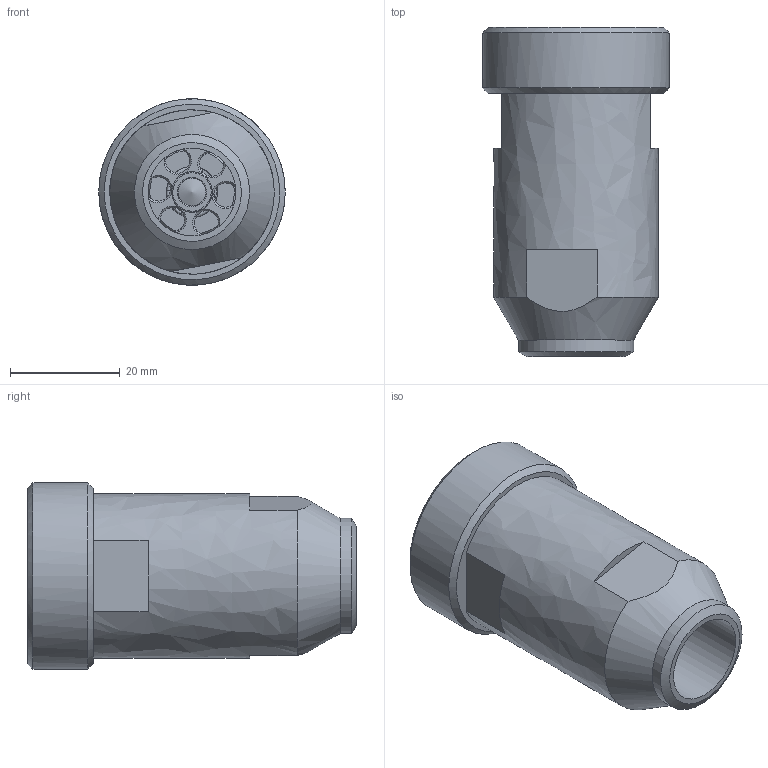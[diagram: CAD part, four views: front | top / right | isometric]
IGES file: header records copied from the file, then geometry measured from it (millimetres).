
Global section: file name: 61030015; native system: Autodesk Inventor 2015; preprocessor: unknown; author: Struska Martin; date: 20160318.090159; units: millimetre
Bounding box: 34 x 60 x 33.96 mm (x, y, z)
Volume: 26786.7 mm3; surface area: 13630.5 mm2
Topology: 1 solids, 5 shells, 131 faces, 383 edges, 255 vertices
Faces by surface type: bspline 131
